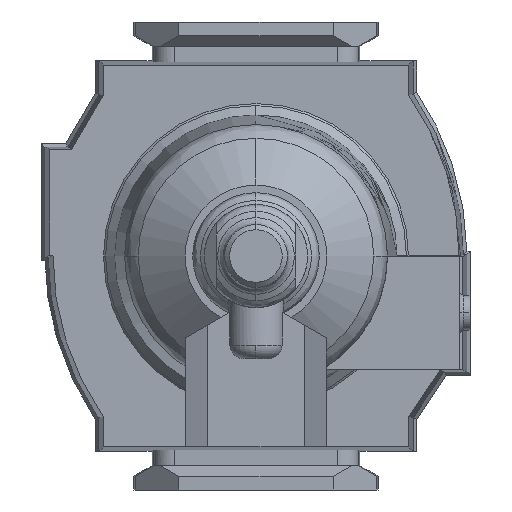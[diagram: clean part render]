
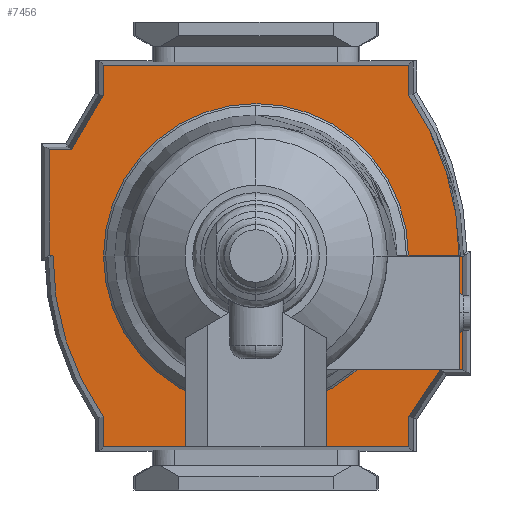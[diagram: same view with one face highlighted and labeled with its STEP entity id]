
A CAD part, front view. The second image highlights one B-rep face of the part: STEP entity #7456.
In plain terms, the highlighted planar face has unit normal (0, -1, 0).
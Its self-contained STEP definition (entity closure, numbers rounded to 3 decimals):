
#10 = AXIS2_PLACEMENT_3D ( 'NONE', #10400, #1980, #8788 ) ;
#303 = DIRECTION ( 'NONE',  ( 0., 1., 0. ) ) ;
#391 = LINE ( 'NONE', #1297, #9033 ) ;
#431 = VERTEX_POINT ( 'NONE', #4846 ) ;
#486 = EDGE_CURVE ( 'NONE', #8187, #8393, #7543, .T. ) ;
#690 = EDGE_CURVE ( 'NONE', #8393, #9660, #2185, .T. ) ;
#701 = CARTESIAN_POINT ( 'NONE',  ( 0.1, -38.5, 29.5 ) ) ;
#774 = VERTEX_POINT ( 'NONE', #8311 ) ;
#943 = CARTESIAN_POINT ( 'NONE',  ( 23.383, -38.5, -22.2 ) ) ;
#993 = EDGE_CURVE ( 'NONE', #3195, #431, #3146, .T. ) ;
#1095 = LINE ( 'NONE', #1976, #2499 ) ;
#1192 = DIRECTION ( 'NONE',  ( 0., 0., 1. ) ) ;
#1195 = DIRECTION ( 'NONE',  ( 0., 0., 1. ) ) ;
#1297 = CARTESIAN_POINT ( 'NONE',  ( -27.75, -38.5, 22.2 ) ) ;
#1349 = ORIENTED_EDGE ( 'NONE', *, *, #4224, .F. ) ;
#1526 = LINE ( 'NONE', #10777, #6795 ) ;
#1568 = DIRECTION ( 'NONE',  ( 1., 0., 0. ) ) ;
#1742 = EDGE_CURVE ( 'NONE', #3663, #3877, #9481, .T. ) ;
#1754 = CARTESIAN_POINT ( 'NONE',  ( 27.75, -38.5, 22.2 ) ) ;
#1800 = VECTOR ( 'NONE', #8403, 1000. ) ;
#1805 = CARTESIAN_POINT ( 'NONE',  ( -23.381, -38.5, 22.202 ) ) ;
#1859 = CARTESIAN_POINT ( 'NONE',  ( 0., -38.5, -11.6 ) ) ;
#1869 = CARTESIAN_POINT ( 'NONE',  ( -27.75, -38.5, -22.2 ) ) ;
#1887 = CARTESIAN_POINT ( 'NONE',  ( -23.35, -38.5, -22.2 ) ) ;
#1976 = CARTESIAN_POINT ( 'NONE',  ( 16.5, -38.5, 26.8 ) ) ;
#1980 = DIRECTION ( 'NONE',  ( 0., 1., 0. ) ) ;
#2014 = DIRECTION ( 'NONE',  ( -1., 0., 0. ) ) ;
#2185 = LINE ( 'NONE', #5479, #3701 ) ;
#2266 = EDGE_CURVE ( 'NONE', #774, #8116, #4264, .T. ) ;
#2388 = ORIENTED_EDGE ( 'NONE', *, *, #1742, .F. ) ;
#2439 = ORIENTED_EDGE ( 'NONE', *, *, #5760, .F. ) ;
#2473 = LINE ( 'NONE', #5851, #1800 ) ;
#2490 = ORIENTED_EDGE ( 'NONE', *, *, #690, .F. ) ;
#2499 = VECTOR ( 'NONE', #7169, 1000. ) ;
#2510 = CARTESIAN_POINT ( 'NONE',  ( 23.362, -38.5, 22.2 ) ) ;
#2783 = VERTEX_POINT ( 'NONE', #8153 ) ;
#2871 = EDGE_CURVE ( 'NONE', #5400, #5145, #1526, .T. ) ;
#2989 = EDGE_LOOP ( 'NONE', ( #5684, #10538, #7160, #2388, #8228, #3651, #2439, #7630, #2490, #6534, #1349, #9813, #3222, #8364, #8804, #9121, #6899 ) ) ;
#3053 = CARTESIAN_POINT ( 'NONE',  ( 0., -38.5, 29.5 ) ) ;
#3146 = LINE ( 'NONE', #1887, #9361 ) ;
#3195 = VERTEX_POINT ( 'NONE', #9321 ) ;
#3222 = ORIENTED_EDGE ( 'NONE', *, *, #6502, .F. ) ;
#3373 = DIRECTION ( 'NONE',  ( -1., 0., 0. ) ) ;
#3401 = CARTESIAN_POINT ( 'NONE',  ( -28.86, -38.5, 31.2 ) ) ;
#3444 = CARTESIAN_POINT ( 'NONE',  ( -0.1, -38.5, -29.5 ) ) ;
#3463 = PLANE ( 'NONE',  #6743 ) ;
#3651 = ORIENTED_EDGE ( 'NONE', *, *, #7806, .F. ) ;
#3663 = VERTEX_POINT ( 'NONE', #8589 ) ;
#3701 = VECTOR ( 'NONE', #4831, 1000. ) ;
#3805 = VERTEX_POINT ( 'NONE', #10877 ) ;
#3877 = VERTEX_POINT ( 'NONE', #4258 ) ;
#4085 = CIRCLE ( 'NONE', #10, 41.1 ) ;
#4111 = DIRECTION ( 'NONE',  ( 0., 0., 1. ) ) ;
#4224 = EDGE_CURVE ( 'NONE', #5145, #8187, #1095, .T. ) ;
#4231 = CARTESIAN_POINT ( 'NONE',  ( -15.5, -38.5, -30. ) ) ;
#4258 = CARTESIAN_POINT ( 'NONE',  ( -15.5, -38.5, -30. ) ) ;
#4264 = LINE ( 'NONE', #8581, #4298 ) ;
#4281 = VECTOR ( 'NONE', #9530, 1000. ) ;
#4298 = VECTOR ( 'NONE', #7572, 1000. ) ;
#4332 = CARTESIAN_POINT ( 'NONE',  ( -15.502, -38.5, -26.799 ) ) ;
#4410 = CARTESIAN_POINT ( 'NONE',  ( 0., -38.5, -11.6 ) ) ;
#4453 = VECTOR ( 'NONE', #2014, 1000. ) ;
#4566 = CARTESIAN_POINT ( 'NONE',  ( 0.1, -38.5, 30. ) ) ;
#4831 = DIRECTION ( 'NONE',  ( 1., 0., 0. ) ) ;
#4846 = CARTESIAN_POINT ( 'NONE',  ( -23.35, -38.5, -22.2 ) ) ;
#4923 = VERTEX_POINT ( 'NONE', #701 ) ;
#4971 = CARTESIAN_POINT ( 'NONE',  ( 23.362, -38.5, 22.2 ) ) ;
#5124 = FACE_OUTER_BOUND ( 'NONE', #2989, .T. ) ;
#5145 = VERTEX_POINT ( 'NONE', #7060 ) ;
#5287 = DIRECTION ( 'NONE',  ( -1., 0., 0. ) ) ;
#5379 = EDGE_CURVE ( 'NONE', #3805, #774, #391, .T. ) ;
#5394 = DIRECTION ( 'NONE',  ( 0., 0., 1. ) ) ;
#5400 = VERTEX_POINT ( 'NONE', #4566 ) ;
#5479 = CARTESIAN_POINT ( 'NONE',  ( 27.75, -38.5, 22.2 ) ) ;
#5640 = EDGE_CURVE ( 'NONE', #3877, #3195, #7644, .T. ) ;
#5684 = ORIENTED_EDGE ( 'NONE', *, *, #6558, .F. ) ;
#5744 = CARTESIAN_POINT ( 'NONE',  ( 0.1, -38.5, 30. ) ) ;
#5760 = EDGE_CURVE ( 'NONE', #2783, #9480, #6976, .T. ) ;
#5829 = EDGE_CURVE ( 'NONE', #9660, #2783, #7145, .T. ) ;
#5851 = CARTESIAN_POINT ( 'NONE',  ( -0.1, -38.5, -30. ) ) ;
#5900 = AXIS2_PLACEMENT_3D ( 'NONE', #1859, #7720, #1195 ) ;
#6382 = VECTOR ( 'NONE', #4111, 1000. ) ;
#6431 = CIRCLE ( 'NONE', #5900, 41.1 ) ;
#6502 = EDGE_CURVE ( 'NONE', #4923, #5400, #9163, .T. ) ;
#6513 = EDGE_CURVE ( 'NONE', #8116, #9968, #8713, .T. ) ;
#6534 = ORIENTED_EDGE ( 'NONE', *, *, #486, .F. ) ;
#6558 = EDGE_CURVE ( 'NONE', #431, #3805, #7001, .T. ) ;
#6685 = DIRECTION ( 'NONE',  ( 0., -1., 0. ) ) ;
#6743 = AXIS2_PLACEMENT_3D ( 'NONE', #3401, #6685, #10128 ) ;
#6795 = VECTOR ( 'NONE', #1568, 1000. ) ;
#6899 = ORIENTED_EDGE ( 'NONE', *, *, #5379, .F. ) ;
#6976 = LINE ( 'NONE', #10378, #4453 ) ;
#7001 = LINE ( 'NONE', #1869, #8148 ) ;
#7027 = VECTOR ( 'NONE', #9148, 1000. ) ;
#7060 = CARTESIAN_POINT ( 'NONE',  ( 16.5, -38.5, 30.005 ) ) ;
#7145 = LINE ( 'NONE', #9479, #4281 ) ;
#7160 = ORIENTED_EDGE ( 'NONE', *, *, #5640, .F. ) ;
#7169 = DIRECTION ( 'NONE',  ( 0., 0., -1. ) ) ;
#7456 = ADVANCED_FACE ( 'NONE', ( #5124 ), #3463, .T. ) ;
#7543 = LINE ( 'NONE', #2510, #7027 ) ;
#7572 = DIRECTION ( 'NONE',  ( 1., 0., 0. ) ) ;
#7584 = EDGE_CURVE ( 'NONE', #9865, #3663, #2473, .T. ) ;
#7630 = ORIENTED_EDGE ( 'NONE', *, *, #5829, .F. ) ;
#7644 = LINE ( 'NONE', #4332, #6382 ) ;
#7720 = DIRECTION ( 'NONE',  ( 0., 1., 0. ) ) ;
#7806 = EDGE_CURVE ( 'NONE', #9480, #9865, #4085, .T. ) ;
#8116 = VERTEX_POINT ( 'NONE', #1805 ) ;
#8148 = VECTOR ( 'NONE', #5287, 1000. ) ;
#8153 = CARTESIAN_POINT ( 'NONE',  ( 27.75, -38.5, -22.2 ) ) ;
#8173 = VECTOR ( 'NONE', #3373, 1000. ) ;
#8187 = VERTEX_POINT ( 'NONE', #9699 ) ;
#8228 = ORIENTED_EDGE ( 'NONE', *, *, #7584, .F. ) ;
#8311 = CARTESIAN_POINT ( 'NONE',  ( -27.75, -38.5, 22.2 ) ) ;
#8364 = ORIENTED_EDGE ( 'NONE', *, *, #8767, .F. ) ;
#8393 = VERTEX_POINT ( 'NONE', #4971 ) ;
#8403 = DIRECTION ( 'NONE',  ( 0., 0., -1. ) ) ;
#8581 = CARTESIAN_POINT ( 'NONE',  ( -23.381, -38.5, 22.202 ) ) ;
#8589 = CARTESIAN_POINT ( 'NONE',  ( -0.1, -38.5, -30. ) ) ;
#8713 = CIRCLE ( 'NONE', #10477, 41.1 ) ;
#8767 = EDGE_CURVE ( 'NONE', #9968, #4923, #6431, .T. ) ;
#8788 = DIRECTION ( 'NONE',  ( 0., 0., 1. ) ) ;
#8804 = ORIENTED_EDGE ( 'NONE', *, *, #6513, .F. ) ;
#8890 = VECTOR ( 'NONE', #10963, 1000. ) ;
#9033 = VECTOR ( 'NONE', #1192, 1000. ) ;
#9121 = ORIENTED_EDGE ( 'NONE', *, *, #2266, .F. ) ;
#9148 = DIRECTION ( 'NONE',  ( 0.831, 0., -0.557 ) ) ;
#9163 = LINE ( 'NONE', #5744, #8890 ) ;
#9321 = CARTESIAN_POINT ( 'NONE',  ( -15.502, -38.5, -26.799 ) ) ;
#9361 = VECTOR ( 'NONE', #10413, 1000. ) ;
#9479 = CARTESIAN_POINT ( 'NONE',  ( 27.75, -38.5, -22.2 ) ) ;
#9480 = VERTEX_POINT ( 'NONE', #943 ) ;
#9481 = LINE ( 'NONE', #4231, #8173 ) ;
#9530 = DIRECTION ( 'NONE',  ( 0., 0., -1. ) ) ;
#9660 = VERTEX_POINT ( 'NONE', #1754 ) ;
#9699 = CARTESIAN_POINT ( 'NONE',  ( 16.5, -38.5, 26.8 ) ) ;
#9813 = ORIENTED_EDGE ( 'NONE', *, *, #2871, .F. ) ;
#9865 = VERTEX_POINT ( 'NONE', #3444 ) ;
#9968 = VERTEX_POINT ( 'NONE', #3053 ) ;
#10128 = DIRECTION ( 'NONE',  ( 0., 0., -1. ) ) ;
#10378 = CARTESIAN_POINT ( 'NONE',  ( 23.383, -38.5, -22.2 ) ) ;
#10400 = CARTESIAN_POINT ( 'NONE',  ( 0., -38.5, 11.6 ) ) ;
#10413 = DIRECTION ( 'NONE',  ( -0.863, 0., 0.506 ) ) ;
#10477 = AXIS2_PLACEMENT_3D ( 'NONE', #4410, #303, #5394 ) ;
#10538 = ORIENTED_EDGE ( 'NONE', *, *, #993, .F. ) ;
#10777 = CARTESIAN_POINT ( 'NONE',  ( 16.5, -38.5, 30.005 ) ) ;
#10877 = CARTESIAN_POINT ( 'NONE',  ( -27.75, -38.5, -22.2 ) ) ;
#10963 = DIRECTION ( 'NONE',  ( 0., 0., 1. ) ) ;
